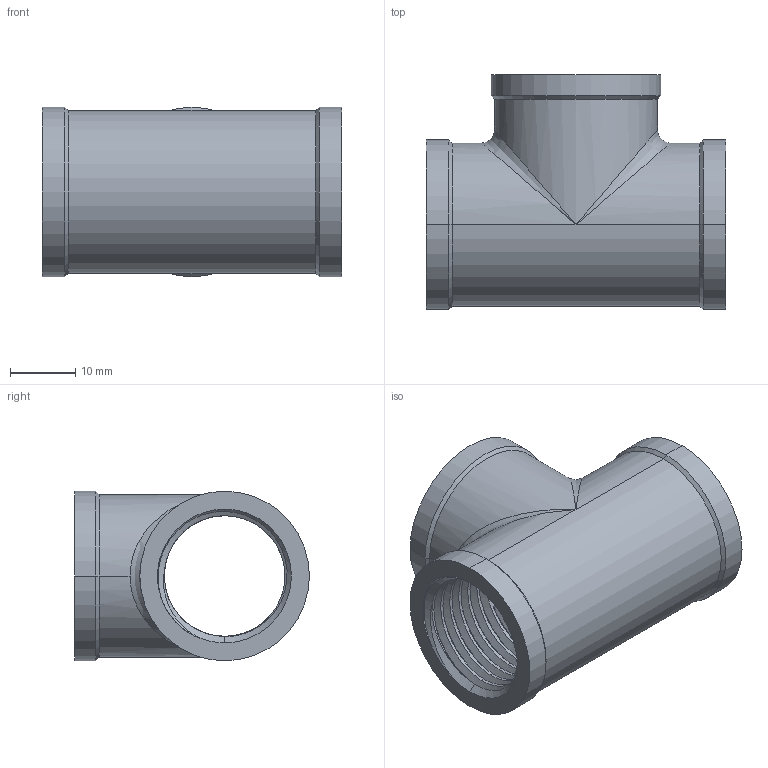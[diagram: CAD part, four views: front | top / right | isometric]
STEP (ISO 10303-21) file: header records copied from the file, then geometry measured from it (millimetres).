
FILE_DESCRIPTION (( 'STEP AP203' ), '1' );
FILE_NAME ('VTr.130.STEP', '2018-05-29T05:35:04', ( 'User' ), ( '' ), 'SwSTEP 2.0', 'SolidWorks 2017', '' );
FILE_SCHEMA (( 'CONFIG_CONTROL_DESIGN' ));
Length unit declared in the file: millimetre
Products named in the file (1): VTr.130
Bounding box: 46 x 36 x 26 mm (x, y, z)
Volume: 11552.7 mm3; surface area: 9771.6 mm2
Topology: 1 solids, 1 shells, 82 faces, 227 edges, 142 vertices
Faces by surface type: cylinder 50, cone 15, bspline 11, plane 6
Entity records: 6848 total; most frequent: CARTESIAN_POINT 5075, ORIENTED_EDGE 446, DIRECTION 271, EDGE_CURVE 223, VERTEX_POINT 142, AXIS2_PLACEMENT_3D 102, EDGE_LOOP 85, ADVANCED_FACE 82
